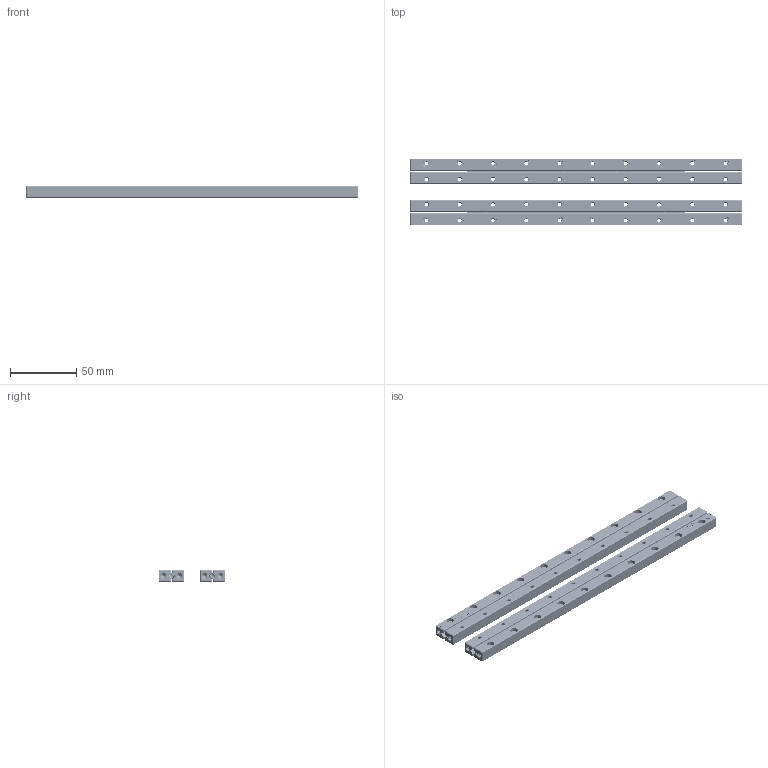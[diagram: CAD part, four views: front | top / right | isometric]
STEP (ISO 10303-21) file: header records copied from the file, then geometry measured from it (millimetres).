
FILE_DESCRIPTION(/* description */ (''),/* implementation_level */ '2;1');
FILE_NAME(/* name */ 'Set RNG-4250x34KRE-ACC_stp.stp',/* time_stamp */ '2025-05-07T16:14:42+02:00',/* author */ (''),/* organization */ (''),/* preprocessor_version */ 'ST-DEVELOPER v16.7',/* originating_system */ 'SIEMENS PLM Software NX 12.0',/* authorisation */ '');
FILE_SCHEMA (('AUTOMOTIVE_DESIGN { 1 0 10303 214 3 1 1 1 }'));
Products named in the file (1): Set RNG-4250x34KRE-ACC_stp
Bounding box: 250 x 50 x 9 mm (x, y, z)
Volume: 73788.9 mm3; surface area: 59160.5 mm2
Topology: 92 solids, 92 shells, 8140 faces, 23098 edges, 15250 vertices
Faces by surface type: plane 5256, cylinder 1592, torus 552, bspline 360, cone 288, extrusion 92
Full cylindrical faces by diameter (mm): 0.5 x304, 1.5 x8, 2 x68, 2.26 x8, 2.65 x40, 3.2 x8, 4 x68, 5.5 x40
Entity records: 274758 total; most frequent: CARTESIAN_POINT 57997, ORIENTED_EDGE 43968, DIRECTION 40826, EDGE_CURVE 21984, VECTOR 15984, LINE 15892, VERTEX_POINT 14972, AXIS2_PLACEMENT_3D 12421
